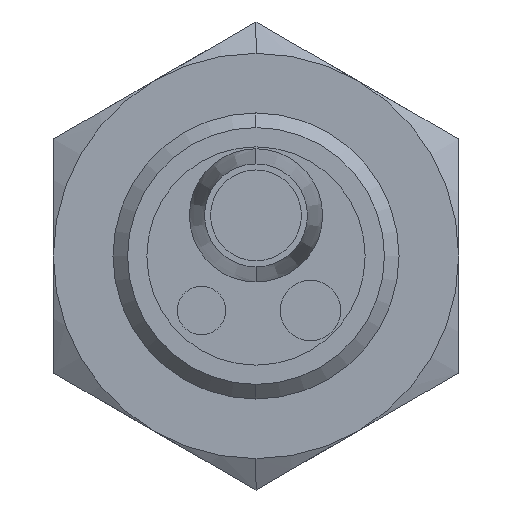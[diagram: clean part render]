
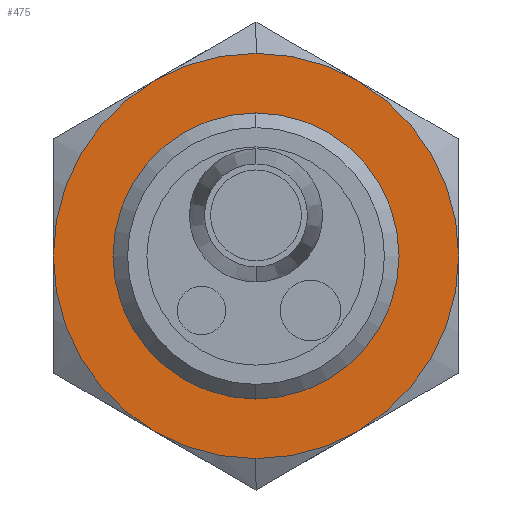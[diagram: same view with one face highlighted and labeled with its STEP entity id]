
A CAD part, left-side view. The second image highlights one B-rep face of the part: STEP entity #475.
In plain terms, the highlighted planar face has unit normal (-1, 0, 0).
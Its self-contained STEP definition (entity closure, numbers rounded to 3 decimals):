
#387=CARTESIAN_POINT('POINT25',(-25.04,0.,
   -6.));
#388=VERTEX_POINT('VERTEX25',#387);
#396=CARTESIAN_POINT('POINT26',(-25.04,0.,
   6.));
#397=VERTEX_POINT('VERTEX26',#396);
#404=CARTESIAN_POINT('POS39',(-25.04,0.,
   0.));
#405=DIRECTION('DIR63',(1.,0.,
   0.));
#406=DIRECTION('DIR64',(0.,0.,-1.));
#407=AXIS2_PLACEMENT_3D('AXIS25',#404,#405,#406);
#408=CIRCLE('ELLIPSE13',#407,6.);
#409=EDGE_CURVE('EDGE39',#388,#397,#408,.T.);
#420=EDGE_CURVE('EDGE40',#397,#388,#408,.T.);
#427=ORIENTED_EDGE('COEDGE79',*,*,#420,.T.);
#428=ORIENTED_EDGE('COEDGE80',*,*,#409,.T.);
#429=EDGE_LOOP('NONE',(#427,#428));
#430=FACE_BOUND('LOOP1',#429,.T.);
#431=CARTESIAN_POINT('POINT27',(-25.04,-8.5,
   0.));
#432=VERTEX_POINT('VERTEX27',#431);
#433=CARTESIAN_POINT('POINT28',(-25.04,-4.25,
   7.361));
#434=VERTEX_POINT('VERTEX28',#433);
#435=CARTESIAN_POINT('POS41',(-25.04,0.,
   0.));
#436=DIRECTION('DIR67',(-1.,0.,
   0.));
#437=DIRECTION('DIR68',(0.,0.,
   1.));
#438=AXIS2_PLACEMENT_3D('AXIS27',#435,#436,#437);
#439=CIRCLE('ELLIPSE14',#438,8.5);
#440=EDGE_CURVE('EDGE41',#432,#434,#439,.T.);
#441=ORIENTED_EDGE('COEDGE81',*,*,#440,.T.);
#442=CARTESIAN_POINT('POINT29',(-25.04,0.,
   8.5));
#443=VERTEX_POINT('VERTEX29',#442);
#444=EDGE_CURVE('EDGE42',#434,#443,#439,.T.);
#445=ORIENTED_EDGE('COEDGE82',*,*,#444,.T.);
#446=CARTESIAN_POINT('POINT30',(-25.04,4.25,
   7.361));
#447=VERTEX_POINT('VERTEX30',#446);
#448=EDGE_CURVE('EDGE43',#443,#447,#439,.T.);
#449=ORIENTED_EDGE('COEDGE83',*,*,#448,.T.);
#450=CARTESIAN_POINT('POINT31',(-25.04,8.5,
   0.));
#451=VERTEX_POINT('VERTEX31',#450);
#452=EDGE_CURVE('EDGE44',#447,#451,#439,.T.);
#453=ORIENTED_EDGE('COEDGE84',*,*,#452,.T.);
#454=CARTESIAN_POINT('POINT32',(-25.04,4.25,
   -7.361));
#455=VERTEX_POINT('VERTEX32',#454);
#456=EDGE_CURVE('EDGE45',#451,#455,#439,.T.);
#457=ORIENTED_EDGE('COEDGE85',*,*,#456,.T.);
#458=CARTESIAN_POINT('POINT33',(-25.04,0.,
   -8.5));
#459=VERTEX_POINT('VERTEX33',#458);
#460=EDGE_CURVE('EDGE46',#455,#459,#439,.T.);
#461=ORIENTED_EDGE('COEDGE86',*,*,#460,.T.);
#462=CARTESIAN_POINT('POINT34',(-25.04,-4.25,
   -7.361));
#463=VERTEX_POINT('VERTEX34',#462);
#464=EDGE_CURVE('EDGE47',#459,#463,#439,.T.);
#465=ORIENTED_EDGE('COEDGE87',*,*,#464,.T.);
#466=EDGE_CURVE('EDGE48',#463,#432,#439,.T.);
#467=ORIENTED_EDGE('COEDGE88',*,*,#466,.T.);
#468=EDGE_LOOP('NONE',(#441,#445,#449,#453,#457,#461,#465,#467));
#469=FACE_BOUND('LOOP1',#468,.T.);
#470=CARTESIAN_POINT('POS42',(-25.04,0.,
   -4.907));
#471=DIRECTION('DIR69',(-1.,0.,
   0.));
#472=DIRECTION('DIR70',(0.,1.,
   0.));
#473=AXIS2_PLACEMENT_3D('AXIS28',#470,#471,#472);
#474=PLANE('PLANE7',#473);
#475=ADVANCED_FACE('FACE21',(#430,#469),#474,.T.);
